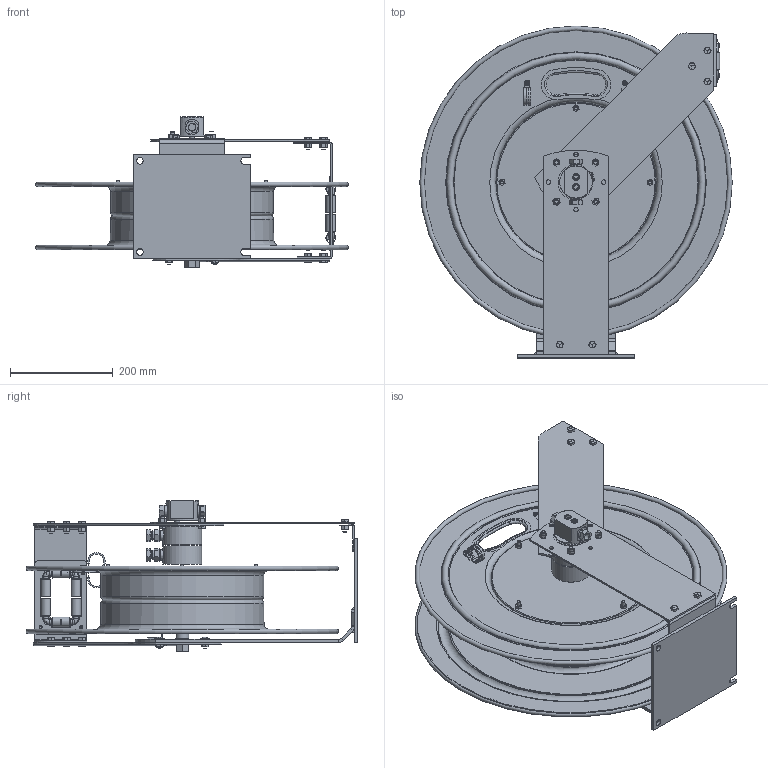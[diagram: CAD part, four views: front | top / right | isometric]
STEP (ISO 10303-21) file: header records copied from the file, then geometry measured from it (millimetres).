
FILE_DESCRIPTION(/* description */ (''),/* implementation_level */ '2;1');
FILE_NAME(/* name */ 'TDMP-N-350_SHARED.stp',/* time_stamp */ '2016-04-12T13:57:23-07:00',/* author */ ('JKusbel'),/* organization */ (''),/* preprocessor_version */ 'ST-DEVELOPER v15.6',/* originating_system */ 'Autodesk Inventor 2015',/* authorisation */ '');
FILE_SCHEMA (('AUTOMOTIVE_DESIGN { 1 0 10303 214 3 1 1 }'));
Length unit declared in the file: inch
Products named in the file (1): TDMP-N-350_SHARED
Bounding box: 609.6 x 647.45 x 295.91 mm (x, y, z)
Surface area: 2038832.5 mm2 (no closed solid volume)
Topology: 0 solids, 202 shells, 603 faces, 3705 edges, 3214 vertices
Faces by surface type: plane 424, cylinder 112, torus 40, cone 11, sphere 10, bspline 6
Full cylindrical faces by diameter (mm): 6.35 x6, 7.938 x2, 8.255 x2, 8.636 x8, 9.525 x1, 10.414 x1, 12.7 x2, 13.881 x2, 15.24 x2, 19.05 x6, 25.362 x1, 35.115 x1, 63.5 x1, 76.2 x2, 311.785 x1, 317.5 x1
Entity records: 37305 total; most frequent: CARTESIAN_POINT 11001, DIRECTION 4605, ORIENTED_EDGE 4248, EDGE_CURVE 3616, VERTEX_POINT 3200, LINE 1879, VECTOR 1879, AXIS2_PLACEMENT_3D 1363
